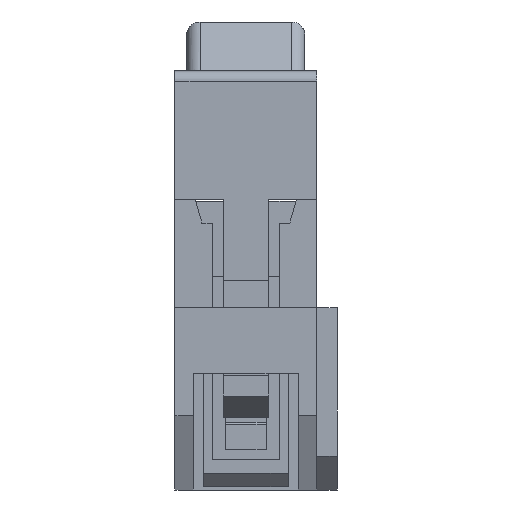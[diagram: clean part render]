
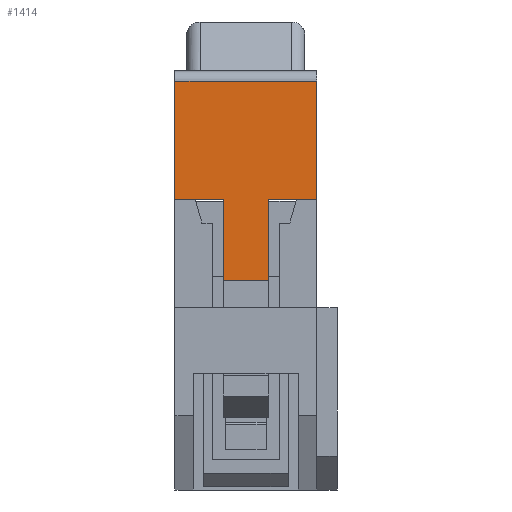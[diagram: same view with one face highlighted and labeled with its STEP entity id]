
A CAD part, left-side view. The second image highlights one B-rep face of the part: STEP entity #1414.
In plain terms, the highlighted planar face has unit normal (-1, 0, 0).
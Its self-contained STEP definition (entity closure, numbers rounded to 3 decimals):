
#1414 = ADVANCED_FACE( '', ( #3303 ), #3304, .T. );
#3303 = FACE_OUTER_BOUND( '', #5864, .T. );
#3304 = PLANE( '', #5865 );
#5864 = EDGE_LOOP( '', ( #9052, #9053, #9054, #9055, #9056, #9057, #9058, #9059 ) );
#5865 = AXIS2_PLACEMENT_3D( '', #9060, #9061, #9062 );
#9052 = ORIENTED_EDGE( '', *, *, #16607, .T. );
#9053 = ORIENTED_EDGE( '', *, *, #16440, .T. );
#9054 = ORIENTED_EDGE( '', *, *, #16608, .F. );
#9055 = ORIENTED_EDGE( '', *, *, #16609, .F. );
#9056 = ORIENTED_EDGE( '', *, *, #16610, .T. );
#9057 = ORIENTED_EDGE( '', *, *, #16611, .F. );
#9058 = ORIENTED_EDGE( '', *, *, #16612, .F. );
#9059 = ORIENTED_EDGE( '', *, *, #16613, .F. );
#9060 = CARTESIAN_POINT( '', ( -19.5, -2.1, -1.9 ) );
#9061 = DIRECTION( '', ( -1., 0., 0. ) );
#9062 = DIRECTION( '', ( 0., 0., 1. ) );
#16440 = EDGE_CURVE( '', #19915, #19919, #19921, .T. );
#16607 = EDGE_CURVE( '', #20202, #19915, #20203, .T. );
#16608 = EDGE_CURVE( '', #20204, #19919, #20205, .T. );
#16609 = EDGE_CURVE( '', #20206, #20204, #20207, .T. );
#16610 = EDGE_CURVE( '', #20206, #20208, #20209, .T. );
#16611 = EDGE_CURVE( '', #20210, #20208, #20211, .T. );
#16612 = EDGE_CURVE( '', #20212, #20210, #20213, .T. );
#16613 = EDGE_CURVE( '', #20202, #20212, #20214, .T. );
#19915 = VERTEX_POINT( '', #24857 );
#19919 = VERTEX_POINT( '', #24862 );
#19921 = LINE( '', #24864, #24865 );
#20202 = VERTEX_POINT( '', #25271 );
#20203 = LINE( '', #25272, #25273 );
#20204 = VERTEX_POINT( '', #25274 );
#20205 = LINE( '', #25275, #25276 );
#20206 = VERTEX_POINT( '', #25277 );
#20207 = LINE( '', #25278, #25279 );
#20208 = VERTEX_POINT( '', #25280 );
#20209 = LINE( '', #25281, #25282 );
#20210 = VERTEX_POINT( '', #25283 );
#20211 = LINE( '', #25284, #25285 );
#20212 = VERTEX_POINT( '', #25286 );
#20213 = LINE( '', #25287, #25288 );
#20214 = LINE( '', #25289, #25290 );
#24857 = CARTESIAN_POINT( '', ( -19.5, -2.1, 1.6 ) );
#24862 = CARTESIAN_POINT( '', ( -19.5, 2.1, 1.6 ) );
#24864 = CARTESIAN_POINT( '', ( -19.5, -2.1, 1.6 ) );
#24865 = VECTOR( '', #30735, 1000. );
#25271 = CARTESIAN_POINT( '', ( -19.5, -2.1, -1.9 ) );
#25272 = CARTESIAN_POINT( '', ( -19.5, -2.1, -1.9 ) );
#25273 = VECTOR( '', #30879, 1000. );
#25274 = CARTESIAN_POINT( '', ( -19.5, 2.1, -1.9 ) );
#25275 = CARTESIAN_POINT( '', ( -19.5, 2.1, -1.9 ) );
#25276 = VECTOR( '', #30880, 1000. );
#25277 = CARTESIAN_POINT( '', ( -19.5, 0.675, -1.9 ) );
#25278 = CARTESIAN_POINT( '', ( -19.5, -2.1, -1.9 ) );
#25279 = VECTOR( '', #30881, 1000. );
#25280 = CARTESIAN_POINT( '', ( -19.5, 0.675, -4.3 ) );
#25281 = CARTESIAN_POINT( '', ( -19.5, 0.675, -1.9 ) );
#25282 = VECTOR( '', #30882, 1000. );
#25283 = CARTESIAN_POINT( '', ( -19.5, -0.675, -4.3 ) );
#25284 = CARTESIAN_POINT( '', ( -19.5, -0.675, -4.3 ) );
#25285 = VECTOR( '', #30883, 1000. );
#25286 = CARTESIAN_POINT( '', ( -19.5, -0.675, -1.9 ) );
#25287 = CARTESIAN_POINT( '', ( -19.5, -0.675, -1.9 ) );
#25288 = VECTOR( '', #30884, 1000. );
#25289 = CARTESIAN_POINT( '', ( -19.5, -2.1, -1.9 ) );
#25290 = VECTOR( '', #30885, 1000. );
#30735 = DIRECTION( '', ( 0., 1., 0. ) );
#30879 = DIRECTION( '', ( 0., 0., 1. ) );
#30880 = DIRECTION( '', ( 0., 0., 1. ) );
#30881 = DIRECTION( '', ( 0., 1., 0. ) );
#30882 = DIRECTION( '', ( 0., 0., -1. ) );
#30883 = DIRECTION( '', ( 0., 1., 0. ) );
#30884 = DIRECTION( '', ( 0., 0., -1. ) );
#30885 = DIRECTION( '', ( 0., 1., 0. ) );
